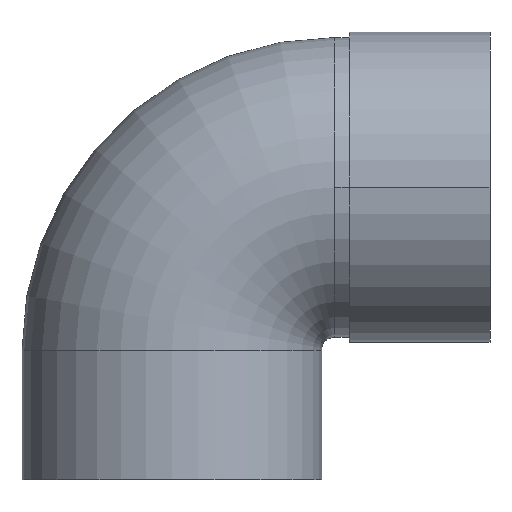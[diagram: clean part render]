
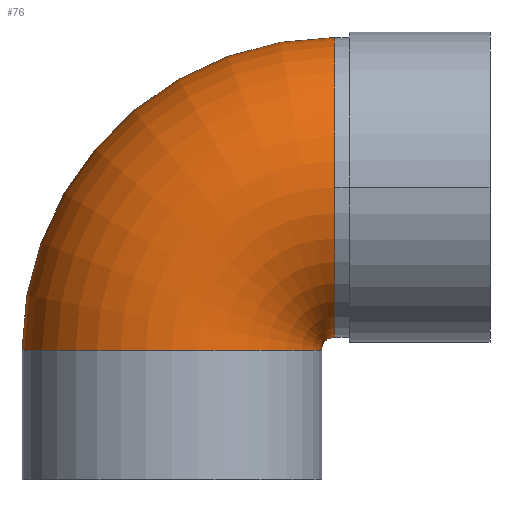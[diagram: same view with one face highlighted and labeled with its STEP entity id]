
A CAD part, front view. The second image highlights one B-rep face of the part: STEP entity #76.
In plain terms, the highlighted toroidal (fillet/blend) face has major radius 22 mm and minor radius 20.25 mm.
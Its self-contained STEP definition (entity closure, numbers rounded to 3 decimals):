
#76=ADVANCED_FACE('',(#150),#151,.T.);
#150=FACE_OUTER_BOUND('',#218,.T.);
#151=TOROIDAL_SURFACE('',#219,22.0,20.25);
#218=EDGE_LOOP('',(#369,#370,#371,#372,#373));
#219=AXIS2_PLACEMENT_3D('',#374,#375,#376);
#369=ORIENTED_EDGE('',*,*,#395,.T.);
#370=ORIENTED_EDGE('',*,*,#409,.T.);
#371=ORIENTED_EDGE('',*,*,#398,.T.);
#372=ORIENTED_EDGE('',*,*,#451,.T.);
#373=ORIENTED_EDGE('',*,*,#414,.T.);
#374=CARTESIAN_POINT('',(22.0,0.,17.5));
#375=DIRECTION('',(0.0,-1.0,0.0));
#376=DIRECTION('',(0.0,0.0,-1.0));
#395=EDGE_CURVE('',#459,#460,#461,.T.);
#398=EDGE_CURVE('',#466,#464,#467,.T.);
#409=EDGE_CURVE('',#460,#466,#485,.T.);
#414=EDGE_CURVE('',#492,#459,#493,.T.);
#451=EDGE_CURVE('',#464,#492,#543,.T.);
#459=VERTEX_POINT('',#551);
#460=VERTEX_POINT('',#552);
#461=CIRCLE('',#553,42.25);
#464=VERTEX_POINT('',#556);
#466=VERTEX_POINT('',#558);
#467=CIRCLE('',#559,1.75);
#485=CIRCLE('',#846,20.25);
#492=VERTEX_POINT('',#855);
#493=CIRCLE('',#856,20.25);
#543=CIRCLE('',#1181,20.25);
#551=CARTESIAN_POINT('',(22.0,0.,59.75));
#552=CARTESIAN_POINT('',(-20.25,0.,17.5));
#553=AXIS2_PLACEMENT_3D('',#1188,#1189,#1190);
#556=CARTESIAN_POINT('',(22.0,0.0,19.25));
#558=CARTESIAN_POINT('',(20.25,0.0,17.5));
#559=AXIS2_PLACEMENT_3D('',#1197,#1198,#1199);
#846=AXIS2_PLACEMENT_3D('',#1210,#1211,#1212);
#855=CARTESIAN_POINT('',(22.0,-20.25,39.5));
#856=AXIS2_PLACEMENT_3D('',#1218,#1219,#1220);
#1181=AXIS2_PLACEMENT_3D('',#1270,#1271,#1272);
#1188=CARTESIAN_POINT('',(22.0,0.,17.5));
#1189=DIRECTION('',(0.0,-1.0,0.0));
#1190=DIRECTION('',(0.0,0.0,-1.0));
#1197=CARTESIAN_POINT('',(22.0,0.,17.5));
#1198=DIRECTION('',(-0.0,1.0,0.0));
#1199=DIRECTION('',(0.0,0.0,-1.0));
#1210=CARTESIAN_POINT('',(0.0,0.0,17.5));
#1211=DIRECTION('',(0.0,0.0,1.0));
#1212=DIRECTION('',(1.0,0.0,0.0));
#1218=CARTESIAN_POINT('',(22.0,0.,39.5));
#1219=DIRECTION('',(-1.0,0.0,0.0));
#1220=DIRECTION('',(0.0,0.,-1.0));
#1270=CARTESIAN_POINT('',(22.0,0.,39.5));
#1271=DIRECTION('',(-1.0,0.0,0.0));
#1272=DIRECTION('',(0.0,0.,-1.0));
